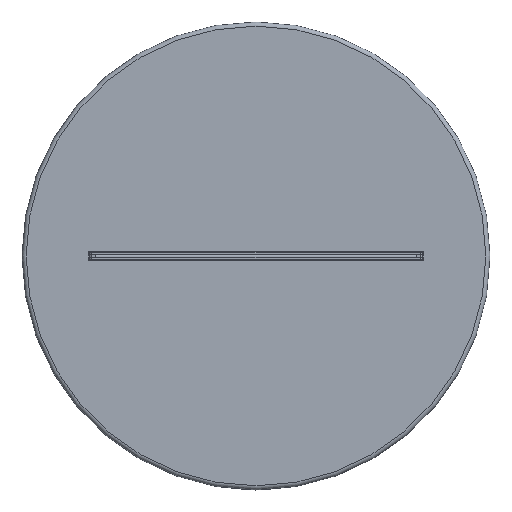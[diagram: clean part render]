
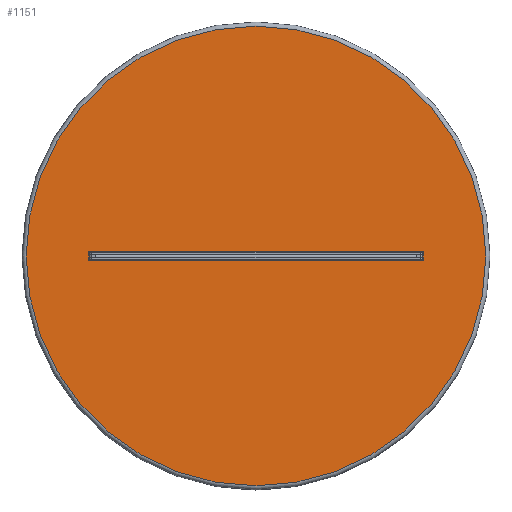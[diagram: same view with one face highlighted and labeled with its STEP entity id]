
A CAD part, top view. The second image highlights one B-rep face of the part: STEP entity #1151.
In plain terms, the highlighted planar face has unit normal (0, 0, 1).
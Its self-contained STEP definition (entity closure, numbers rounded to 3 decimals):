
#1151=ADVANCED_FACE('',(#2557,#2558),#2559,.T.);
#2557=FACE_BOUND('',#4396,.T.);
#2558=FACE_OUTER_BOUND('',#4397,.T.);
#2559=PLANE('',#4398);
#4396=EDGE_LOOP('',(#7243,#7244,#7245,#7246,#7247,#7248,#7249,#7250));
#4397=EDGE_LOOP('',(#7251));
#4398=AXIS2_PLACEMENT_3D('',#7252,#7253,#7254);
#7243=ORIENTED_EDGE('',*,*,#11144,.F.);
#7244=ORIENTED_EDGE('',*,*,#11167,.F.);
#7245=ORIENTED_EDGE('',*,*,#11170,.F.);
#7246=ORIENTED_EDGE('',*,*,#11148,.F.);
#7247=ORIENTED_EDGE('',*,*,#11131,.F.);
#7248=ORIENTED_EDGE('',*,*,#11172,.F.);
#7249=ORIENTED_EDGE('',*,*,#11126,.F.);
#7250=ORIENTED_EDGE('',*,*,#11173,.F.);
#7251=ORIENTED_EDGE('',*,*,#11174,.T.);
#7252=CARTESIAN_POINT('',(0.0,0.0,0.0));
#7253=DIRECTION('',(0.0,0.0,1.0));
#7254=DIRECTION('',(1.0,0.0,0.0));
#11126=EDGE_CURVE('',#13323,#13324,#13325,.T.);
#11131=EDGE_CURVE('',#13332,#13333,#13334,.T.);
#11144=EDGE_CURVE('',#13354,#13355,#13356,.T.);
#11148=EDGE_CURVE('',#13333,#13360,#13361,.T.);
#11167=EDGE_CURVE('',#13390,#13354,#13391,.T.);
#11170=EDGE_CURVE('',#13360,#13390,#13394,.T.);
#11172=EDGE_CURVE('',#13324,#13332,#13396,.T.);
#11173=EDGE_CURVE('',#13355,#13323,#13397,.T.);
#11174=EDGE_CURVE('',#13398,#13398,#13399,.T.);
#13323=VERTEX_POINT('',#16516);
#13324=VERTEX_POINT('',#16517);
#13325=LINE('',#16518,#16519);
#13332=VERTEX_POINT('',#16529);
#13333=VERTEX_POINT('',#16530);
#13334=LINE('',#16531,#16532);
#13354=VERTEX_POINT('',#16557);
#13355=VERTEX_POINT('',#16558);
#13356=LINE('',#16559,#16560);
#13360=VERTEX_POINT('',#16566);
#13361=CIRCLE('',#16567,0.1);
#13390=VERTEX_POINT('',#16632);
#13391=CIRCLE('',#16633,0.1);
#13394=LINE('',#16637,#16638);
#13396=CIRCLE('',#16640,0.1);
#13397=CIRCLE('',#16641,0.1);
#13398=VERTEX_POINT('',#16642);
#13399=CIRCLE('',#16643,110.5);
#16516=CARTESIAN_POINT('',(-80.4,-2.25,0.0));
#16517=CARTESIAN_POINT('',(80.4,-2.25,0.0));
#16518=CARTESIAN_POINT('',(0.0,-2.25,0.0));
#16519=VECTOR('',#19807,1.0);
#16529=CARTESIAN_POINT('',(80.5,-2.15,0.0));
#16530=CARTESIAN_POINT('',(80.5,2.15,0.0));
#16531=CARTESIAN_POINT('',(80.5,0.,0.0));
#16532=VECTOR('',#19811,1.0);
#16557=CARTESIAN_POINT('',(-80.5,2.15,0.0));
#16558=CARTESIAN_POINT('',(-80.5,-2.15,0.0));
#16559=CARTESIAN_POINT('',(-80.5,0.,0.0));
#16560=VECTOR('',#19832,1.0);
#16566=CARTESIAN_POINT('',(80.4,2.25,0.0));
#16567=AXIS2_PLACEMENT_3D('',#19835,#19836,#19837);
#16632=CARTESIAN_POINT('',(-80.4,2.25,0.0));
#16633=AXIS2_PLACEMENT_3D('',#19867,#19868,#19869);
#16637=CARTESIAN_POINT('',(0.,2.25,0.0));
#16638=VECTOR('',#19871,1.0);
#16640=AXIS2_PLACEMENT_3D('',#19872,#19873,#19874);
#16641=AXIS2_PLACEMENT_3D('',#19875,#19876,#19877);
#16642=CARTESIAN_POINT('',(110.5,0.0,0.0));
#16643=AXIS2_PLACEMENT_3D('',#19878,#19879,#19880);
#19807=DIRECTION('',(1.0,0.0,0.0));
#19811=DIRECTION('',(0.,1.0,0.0));
#19832=DIRECTION('',(0.,-1.0,0.0));
#19835=CARTESIAN_POINT('',(80.4,2.15,0.0));
#19836=DIRECTION('',(0.0,0.0,1.0));
#19837=DIRECTION('',(1.0,0.0,0.0));
#19867=CARTESIAN_POINT('',(-80.4,2.15,0.0));
#19868=DIRECTION('',(0.0,0.0,1.0));
#19869=DIRECTION('',(1.0,0.0,0.0));
#19871=DIRECTION('',(-1.0,0.,0.0));
#19872=CARTESIAN_POINT('',(80.4,-2.15,0.0));
#19873=DIRECTION('',(0.0,0.0,1.0));
#19874=DIRECTION('',(1.0,0.0,0.0));
#19875=CARTESIAN_POINT('',(-80.4,-2.15,0.0));
#19876=DIRECTION('',(0.0,0.0,1.0));
#19877=DIRECTION('',(1.0,0.0,0.0));
#19878=CARTESIAN_POINT('',(0.0,0.0,0.0));
#19879=DIRECTION('',(0.0,0.0,1.0));
#19880=DIRECTION('',(1.0,0.0,0.0));
